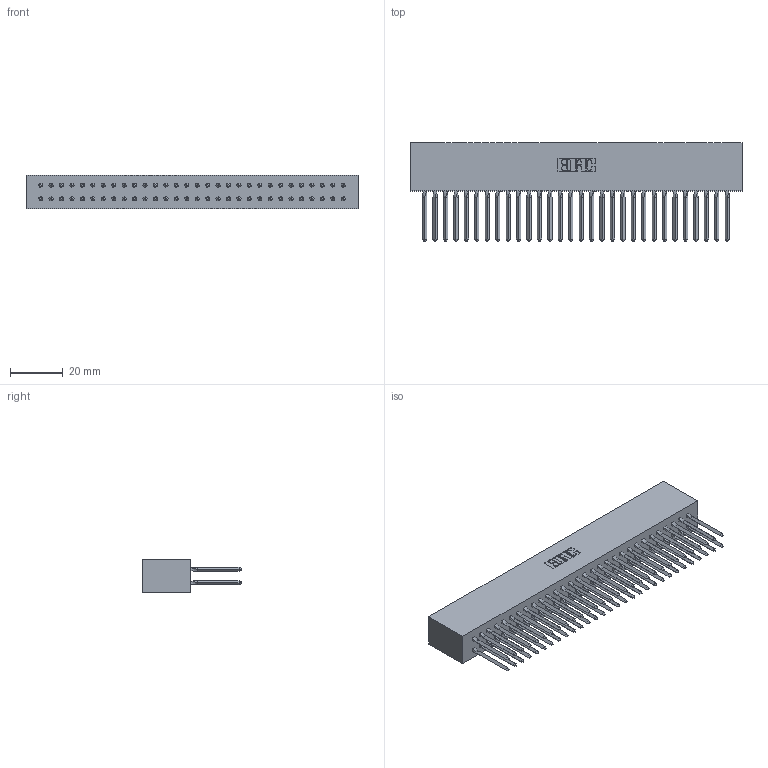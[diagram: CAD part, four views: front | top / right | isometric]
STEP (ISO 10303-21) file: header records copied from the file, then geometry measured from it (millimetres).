
FILE_DESCRIPTION (( 'STEP AP203' ), '1' );
FILE_NAME ('317-060-542-801.STEP', '2020-02-28T05:03:16', ( '' ), ( '' ), 'SwSTEP 2.0', 'SolidWorks 2016', '' );
FILE_SCHEMA (( 'CONFIG_CONTROL_DESIGN' ));
Length unit declared in the file: inch
Products named in the file (3): 317 Part_Lugless; 317-060-542-801; 317-290-003_542
Assembly tree (61 placements, depth 2):
  317-060-542-801
    317 Part_Lugless
    317-290-003_542  x60
Bounding box: 126.09 x 37.34 x 12.7 mm (x, y, z)
Volume: 21997.1 mm3; surface area: 30380.7 mm2
Topology: 61 solids, 61 shells, 3510 faces, 9839 edges, 6278 vertices
Faces by surface type: plane 2810, cylinder 460, bspline 240
Entity records: 43647 total; most frequent: CARTESIAN_POINT 7861, ORIENTED_EDGE 7524, DIRECTION 6342, EDGE_CURVE 3762, VECTOR 3600, LINE 3600, VERTEX_POINT 2502, AXIS2_PLACEMENT_3D 1371
